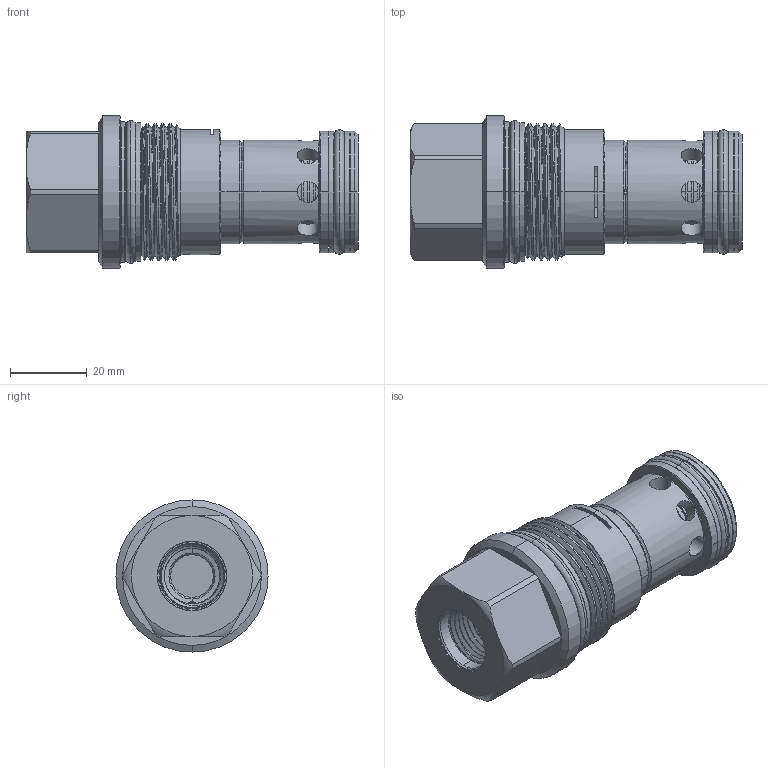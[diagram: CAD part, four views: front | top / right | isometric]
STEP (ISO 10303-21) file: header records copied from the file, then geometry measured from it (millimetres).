
FILE_DESCRIPTION (( 'STEP AP203' ), '1' );
FILE_NAME ('RP16A20-8.STEP', '2016-08-02T02:36:01', ( '' ), ( '' ), 'SwSTEP 2.0', 'SolidWorks 2012', '' );
FILE_SCHEMA (( 'CONFIG_CONTROL_DESIGN' ));
Products named in the file (1): RP16A20-8
Bounding box: 86.57 x 39.67 x 39.67 mm (x, y, z)
Volume: 62358.8 mm3; surface area: 18670.8 mm2
Topology: 5 solids, 7 shells, 713 faces, 2009 edges, 1259 vertices
Faces by surface type: cylinder 578, cone 50, plane 41, torus 34, bspline 6, sphere 4
Entity records: 50175 total; most frequent: CARTESIAN_POINT 32711, ORIENTED_EDGE 4018, DIRECTION 2789, EDGE_CURVE 2009, VERTEX_POINT 1259, EDGE_LOOP 1116, AXIS2_PLACEMENT_3D 1106, B_SPLINE_CURVE_WITH_KNOTS 986
